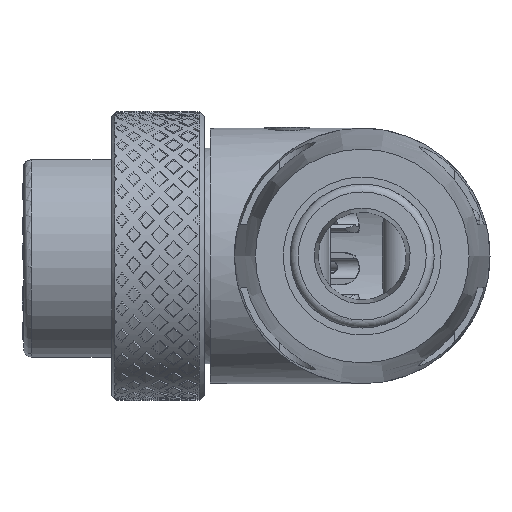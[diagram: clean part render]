
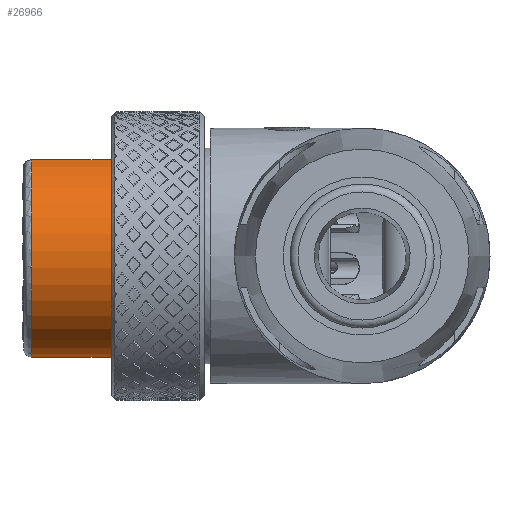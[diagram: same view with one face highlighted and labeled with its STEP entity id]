
A CAD part, front view. The second image highlights one B-rep face of the part: STEP entity #26966.
In plain terms, the highlighted cylindrical face has radius 6.35 mm (diameter 12.7 mm), a partial arc.
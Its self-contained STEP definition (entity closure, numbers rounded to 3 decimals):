
#3323=FACE_OUTER_BOUND('',#4920,.T.);
#4920=EDGE_LOOP('',(#17851,#17852,#17853,#17854));
#7094=LINE('',#43031,#8588);
#7095=LINE('',#43032,#8589);
#8588=VECTOR('',#32681,8.7);
#8589=VECTOR('',#32682,8.7);
#9872=CIRCLE('',#28574,6.35);
#9873=CIRCLE('',#28576,6.35);
#10756=VERTEX_POINT('',#43000);
#10757=VERTEX_POINT('',#43013);
#10758=VERTEX_POINT('',#43028);
#10759=VERTEX_POINT('',#43029);
#13504=EDGE_CURVE('',#10757,#10756,#9872,.T.);
#13506=EDGE_CURVE('',#10758,#10759,#9873,.T.);
#13507=EDGE_CURVE('',#10758,#10757,#7094,.T.);
#13508=EDGE_CURVE('',#10756,#10759,#7095,.T.);
#17851=ORIENTED_EDGE('',*,*,#13506,.F.);
#17852=ORIENTED_EDGE('',*,*,#13507,.T.);
#17853=ORIENTED_EDGE('',*,*,#13504,.T.);
#17854=ORIENTED_EDGE('',*,*,#13508,.T.);
#24947=CYLINDRICAL_SURFACE('',#28575,6.35);
#26966=ADVANCED_FACE('',(#3323),#24947,.T.);
#28574=AXIS2_PLACEMENT_3D('',#43014,#32675,#32676);
#28575=AXIS2_PLACEMENT_3D('',#43027,#32677,#32678);
#28576=AXIS2_PLACEMENT_3D('',#43030,#32679,#32680);
#32675=DIRECTION('center_axis',(1.,0.,0.));
#32676=DIRECTION('ref_axis',(0.,1.,0.));
#32677=DIRECTION('center_axis',(-1.,0.,0.));
#32678=DIRECTION('ref_axis',(0.,0.,-1.));
#32679=DIRECTION('center_axis',(1.,0.,0.));
#32680=DIRECTION('ref_axis',(0.,-1.,0.));
#32681=DIRECTION('',(-1.,0.,0.));
#32682=DIRECTION('',(1.,0.,0.));
#43000=CARTESIAN_POINT('',(-30.227,1.094,6.022));
#43013=CARTESIAN_POINT('',(-30.227,-2.938,6.022));
#43014=CARTESIAN_POINT('Origin',(-30.227,-0.922,0.));
#43027=CARTESIAN_POINT('Origin',(-83.69,-0.922,0.));
#43028=CARTESIAN_POINT('',(-21.527,-2.938,6.022));
#43029=CARTESIAN_POINT('',(-21.527,1.094,6.022));
#43030=CARTESIAN_POINT('Origin',(-21.527,-0.922,0.));
#43031=CARTESIAN_POINT('',(-25.877,-2.938,6.022));
#43032=CARTESIAN_POINT('',(-25.877,1.094,6.022));
